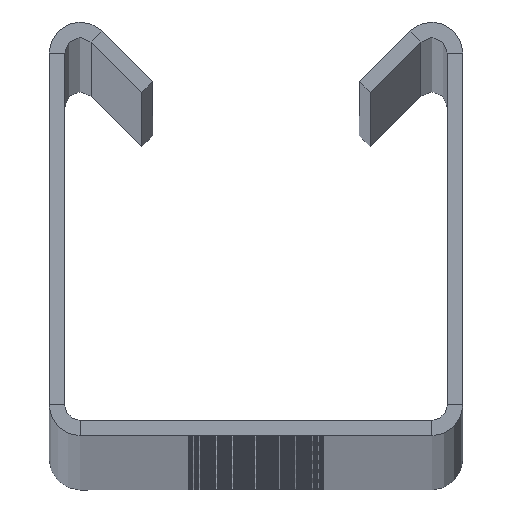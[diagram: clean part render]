
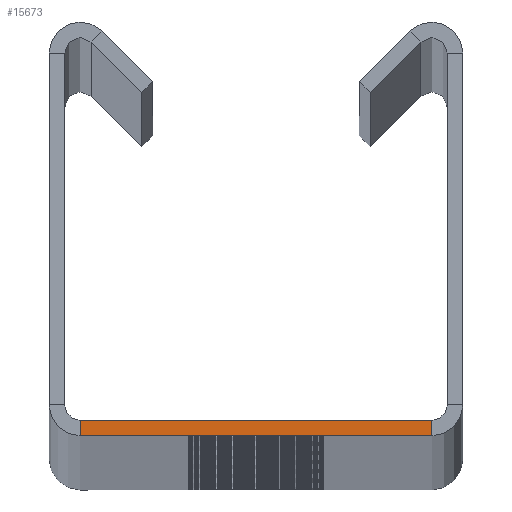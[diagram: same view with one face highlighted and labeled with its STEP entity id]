
A CAD part, top view. The second image highlights one B-rep face of the part: STEP entity #15673.
In plain terms, the highlighted planar face has unit normal (0, 0, 1).
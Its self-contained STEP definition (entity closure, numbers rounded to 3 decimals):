
#750=PLANE('',#17182);
#1505=FACE_OUTER_BOUND('',#2443,.T.);
#2443=EDGE_LOOP('',(#13773,#13774,#13775,#13776));
#4105=LINE('',#26078,#5605);
#4110=LINE('',#26088,#5610);
#4116=LINE('',#26107,#5616);
#4118=LINE('',#26112,#5618);
#5605=VECTOR('',#21589,10.);
#5610=VECTOR('',#21598,10.);
#5616=VECTOR('',#21622,10.);
#5618=VECTOR('',#21628,10.);
#7833=VERTEX_POINT('',#26068);
#7835=VERTEX_POINT('',#26076);
#7838=VERTEX_POINT('',#26086);
#7840=VERTEX_POINT('',#26098);
#10048=EDGE_CURVE('',#7835,#7833,#4105,.T.);
#10053=EDGE_CURVE('',#7835,#7838,#4110,.T.);
#10062=EDGE_CURVE('',#7838,#7840,#4116,.T.);
#10065=EDGE_CURVE('',#7840,#7833,#4118,.T.);
#13773=ORIENTED_EDGE('',*,*,#10048,.F.);
#13774=ORIENTED_EDGE('',*,*,#10053,.T.);
#13775=ORIENTED_EDGE('',*,*,#10062,.T.);
#13776=ORIENTED_EDGE('',*,*,#10065,.T.);
#15673=ADVANCED_FACE('',(#1505),#750,.T.);
#17182=AXIS2_PLACEMENT_3D('',#26111,#21626,#21627);
#21589=DIRECTION('',(0.,-1.,0.));
#21598=DIRECTION('',(-1.,0.,0.));
#21622=DIRECTION('',(0.,-1.,0.));
#21626=DIRECTION('center_axis',(0.,0.,1.));
#21627=DIRECTION('ref_axis',(-0.707,-0.707,0.));
#21628=DIRECTION('',(1.,0.,0.));
#26068=CARTESIAN_POINT('',(-3.,0.,3000.));
#26076=CARTESIAN_POINT('',(-3.,1.5,3000.));
#26078=CARTESIAN_POINT('',(-3.,0.42,3000.));
#26086=CARTESIAN_POINT('',(-37.,1.5,3000.));
#26088=CARTESIAN_POINT('',(-86.382,1.5,3000.));
#26098=CARTESIAN_POINT('',(-37.,0.,3000.));
#26107=CARTESIAN_POINT('',(-37.,0.42,3000.));
#26111=CARTESIAN_POINT('Origin',(-79.482,0.,
3000.));
#26112=CARTESIAN_POINT('',(-86.382,0.,3000.));
